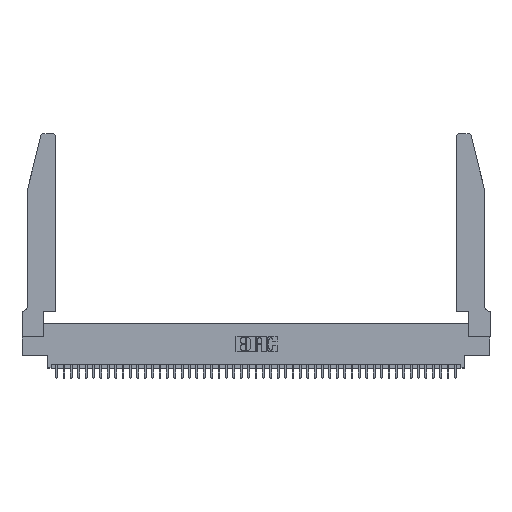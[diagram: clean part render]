
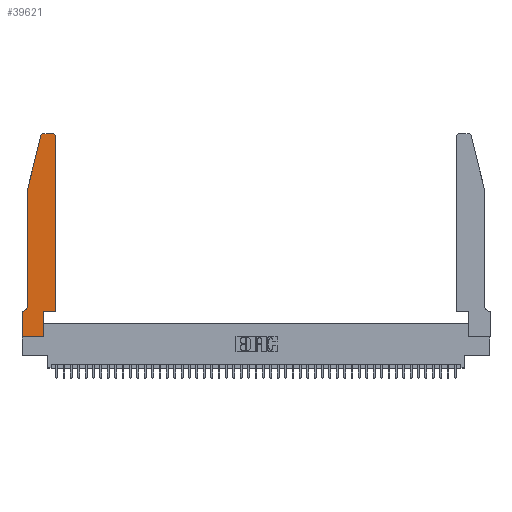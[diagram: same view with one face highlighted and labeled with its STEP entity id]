
A CAD part, top view. The second image highlights one B-rep face of the part: STEP entity #39621.
In plain terms, the highlighted planar face has unit normal (0, 0, 1).
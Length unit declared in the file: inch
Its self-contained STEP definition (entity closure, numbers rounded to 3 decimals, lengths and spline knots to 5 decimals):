
#224 = VERTEX_POINT ( 'NONE', #4287 ) ;
#344 = CARTESIAN_POINT ( 'NONE',  ( 0., 0.35, 0.37 ) ) ;
#718 = VERTEX_POINT ( 'NONE', #27736 ) ;
#1598 = EDGE_CURVE ( 'NONE', #34335, #224, #19244, .T. ) ;
#1866 = EDGE_CURVE ( 'NONE', #12073, #18114, #35975, .T. ) ;
#2238 = VECTOR ( 'NONE', #21965, 39.37008 ) ;
#3073 = ORIENTED_EDGE ( 'NONE', *, *, #1866, .T. ) ;
#4287 = CARTESIAN_POINT ( 'NONE',  ( 0.4505, 0.35, 0.37 ) ) ;
#4473 = CARTESIAN_POINT ( 'NONE',  ( 0., 0., 0.37 ) ) ;
#6148 = VERTEX_POINT ( 'NONE', #8946 ) ;
#7251 = CARTESIAN_POINT ( 'NONE',  ( 0.4505, 0.35, 0.37 ) ) ;
#7397 = CARTESIAN_POINT ( 'NONE',  ( 0.2605, 2.75, 0.37 ) ) ;
#7485 = CARTESIAN_POINT ( 'NONE',  ( 0.0755, 2., 0.37 ) ) ;
#7947 = EDGE_CURVE ( 'NONE', #18114, #34335, #38653, .T. ) ;
#8115 = DIRECTION ( 'NONE',  ( -1., 0., 0. ) ) ;
#8272 = CARTESIAN_POINT ( 'NONE',  ( 0.0755, 0.35, 0.37 ) ) ;
#8946 = CARTESIAN_POINT ( 'NONE',  ( 0., 0.35, 0.37 ) ) ;
#8997 = VERTEX_POINT ( 'NONE', #17228 ) ;
#9296 = EDGE_CURVE ( 'NONE', #25500, #6148, #28318, .T. ) ;
#11294 = EDGE_CURVE ( 'NONE', #224, #38778, #44458, .T. ) ;
#12060 = ORIENTED_EDGE ( 'NONE', *, *, #19017, .T. ) ;
#12073 = VERTEX_POINT ( 'NONE', #4473 ) ;
#12137 = CARTESIAN_POINT ( 'NONE',  ( 0.0055, 0.35, 0.37 ) ) ;
#12330 = DIRECTION ( 'NONE',  ( 0., 1., 0. ) ) ;
#13748 = AXIS2_PLACEMENT_3D ( 'NONE', #344, #14893, #25255 ) ;
#14569 = CARTESIAN_POINT ( 'NONE',  ( 0., 0., 0.37 ) ) ;
#14819 = CARTESIAN_POINT ( 'NONE',  ( 0.4505, 2.72, 0.37 ) ) ;
#14893 = DIRECTION ( 'NONE',  ( 0., 0., 1. ) ) ;
#15204 = CARTESIAN_POINT ( 'NONE',  ( 0.284, 2.75, 0.37 ) ) ;
#16161 = EDGE_CURVE ( 'NONE', #8997, #25500, #28117, .T. ) ;
#17228 = CARTESIAN_POINT ( 'NONE',  ( 0.0755, 0.42, 0.37 ) ) ;
#18114 = VERTEX_POINT ( 'NONE', #28283 ) ;
#18256 = DIRECTION ( 'NONE',  ( 0., -1., 0. ) ) ;
#18276 = DIRECTION ( 'NONE',  ( 0., 0., -1. ) ) ;
#18281 = ORIENTED_EDGE ( 'NONE', *, *, #23404, .T. ) ;
#18904 = ORIENTED_EDGE ( 'NONE', *, *, #9296, .T. ) ;
#19017 = EDGE_CURVE ( 'NONE', #718, #40188, #27905, .T. ) ;
#19058 = VECTOR ( 'NONE', #39356, 39.37008 ) ;
#19131 = CARTESIAN_POINT ( 'NONE',  ( 0., 0., 0.37 ) ) ;
#19244 = LINE ( 'NONE', #7251, #25428 ) ;
#19673 = LINE ( 'NONE', #39555, #28585 ) ;
#19770 = ORIENTED_EDGE ( 'NONE', *, *, #7947, .T. ) ;
#20282 = ORIENTED_EDGE ( 'NONE', *, *, #1598, .T. ) ;
#20351 = ORIENTED_EDGE ( 'NONE', *, *, #20439, .T. ) ;
#20439 = EDGE_CURVE ( 'NONE', #6148, #12073, #41197, .T. ) ;
#20489 = ORIENTED_EDGE ( 'NONE', *, *, #27977, .T. ) ;
#20566 = CARTESIAN_POINT ( 'NONE',  ( 0.0755, 2., 0.37 ) ) ;
#21079 = VECTOR ( 'NONE', #8115, 39.37008 ) ;
#21288 = CARTESIAN_POINT ( 'NONE',  ( 0.0055, 0.42, 0.37 ) ) ;
#21655 = PLANE ( 'NONE',  #13748 ) ;
#21902 = DIRECTION ( 'NONE',  ( -1., 0., 0. ) ) ;
#21965 = DIRECTION ( 'NONE',  ( -1., 0., 0. ) ) ;
#21974 = DIRECTION ( 'NONE',  ( 1., 0., 0. ) ) ;
#22394 = AXIS2_PLACEMENT_3D ( 'NONE', #44496, #26057, #40447 ) ;
#23404 = EDGE_CURVE ( 'NONE', #40188, #8997, #19673, .T. ) ;
#23720 = AXIS2_PLACEMENT_3D ( 'NONE', #21288, #18276, #21902 ) ;
#23746 = DIRECTION ( 'NONE',  ( -0.239, -0.971, 0. ) ) ;
#24218 = CARTESIAN_POINT ( 'NONE',  ( 0.4205, 2.75, 0.37 ) ) ;
#24548 = FACE_OUTER_BOUND ( 'NONE', #26508, .T. ) ;
#25255 = DIRECTION ( 'NONE',  ( 1., 0., 0. ) ) ;
#25428 = VECTOR ( 'NONE', #21974, 39.37008 ) ;
#25500 = VERTEX_POINT ( 'NONE', #12137 ) ;
#26057 = DIRECTION ( 'NONE',  ( 0., 0., 1. ) ) ;
#26508 = EDGE_LOOP ( 'NONE', ( #39817, #41543, #12060, #18281, #28359, #18904, #20351, #3073, #19770, #20282, #33447, #20489 ) ) ;
#27736 = CARTESIAN_POINT ( 'NONE',  ( 0.25487, 2.72718, 0.37 ) ) ;
#27905 = LINE ( 'NONE', #20566, #34049 ) ;
#27977 = EDGE_CURVE ( 'NONE', #38778, #33649, #43339, .T. ) ;
#28117 = CIRCLE ( 'NONE', #23720, 0.07 ) ;
#28283 = CARTESIAN_POINT ( 'NONE',  ( 0.2865, 0., 0.37 ) ) ;
#28318 = LINE ( 'NONE', #8272, #21079 ) ;
#28359 = ORIENTED_EDGE ( 'NONE', *, *, #16161, .T. ) ;
#28533 = CARTESIAN_POINT ( 'NONE',  ( 0.2865, 0.35, 0.37 ) ) ;
#28585 = VECTOR ( 'NONE', #18256, 39.37008 ) ;
#31679 = VECTOR ( 'NONE', #31923, 39.37008 ) ;
#31923 = DIRECTION ( 'NONE',  ( 0., -1., 0. ) ) ;
#33447 = ORIENTED_EDGE ( 'NONE', *, *, #11294, .T. ) ;
#33649 = VERTEX_POINT ( 'NONE', #24218 ) ;
#33991 = EDGE_CURVE ( 'NONE', #33649, #42600, #38605, .T. ) ;
#34049 = VECTOR ( 'NONE', #23746, 39.37008 ) ;
#34328 = VECTOR ( 'NONE', #40270, 39.37008 ) ;
#34335 = VERTEX_POINT ( 'NONE', #34896 ) ;
#34896 = CARTESIAN_POINT ( 'NONE',  ( 0.2865, 0.35, 0.37 ) ) ;
#34934 = VECTOR ( 'NONE', #12330, 39.37008 ) ;
#35975 = LINE ( 'NONE', #19131, #34328 ) ;
#36048 = CARTESIAN_POINT ( 'NONE',  ( 0.4205, 2.72, 0.37 ) ) ;
#36763 = CIRCLE ( 'NONE', #22394, 0.03 ) ;
#37467 = EDGE_CURVE ( 'NONE', #42600, #718, #36763, .T. ) ;
#37524 = CARTESIAN_POINT ( 'NONE',  ( 0.4505, 0.35, 0.37 ) ) ;
#38605 = LINE ( 'NONE', #7397, #2238 ) ;
#38653 = LINE ( 'NONE', #28533, #19058 ) ;
#38778 = VERTEX_POINT ( 'NONE', #14819 ) ;
#39356 = DIRECTION ( 'NONE',  ( 0., 1., 0. ) ) ;
#39555 = CARTESIAN_POINT ( 'NONE',  ( 0.0755, 2., 0.37 ) ) ;
#39621 = ADVANCED_FACE ( 'NONE', ( #24548 ), #21655, .T. ) ;
#39657 = DIRECTION ( 'NONE',  ( 0., 0., 1. ) ) ;
#39817 = ORIENTED_EDGE ( 'NONE', *, *, #33991, .T. ) ;
#39839 = AXIS2_PLACEMENT_3D ( 'NONE', #36048, #39657, #43254 ) ;
#40188 = VERTEX_POINT ( 'NONE', #7485 ) ;
#40270 = DIRECTION ( 'NONE',  ( 1., 0., 0. ) ) ;
#40447 = DIRECTION ( 'NONE',  ( 1., 0., 0. ) ) ;
#41197 = LINE ( 'NONE', #14569, #31679 ) ;
#41543 = ORIENTED_EDGE ( 'NONE', *, *, #37467, .T. ) ;
#42600 = VERTEX_POINT ( 'NONE', #15204 ) ;
#43254 = DIRECTION ( 'NONE',  ( 1., 0., 0. ) ) ;
#43339 = CIRCLE ( 'NONE', #39839, 0.03 ) ;
#44458 = LINE ( 'NONE', #37524, #34934 ) ;
#44496 = CARTESIAN_POINT ( 'NONE',  ( 0.284, 2.72, 0.37 ) ) ;
